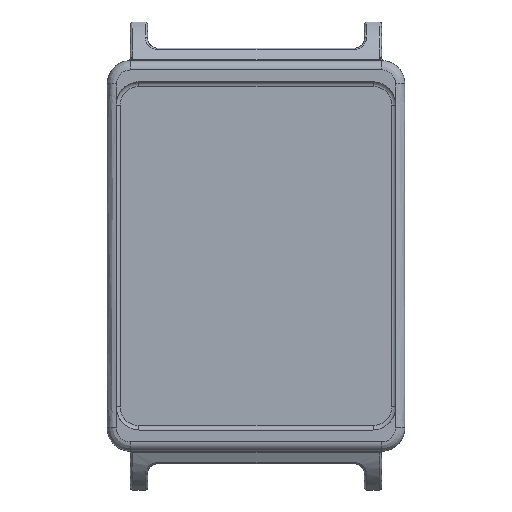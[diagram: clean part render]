
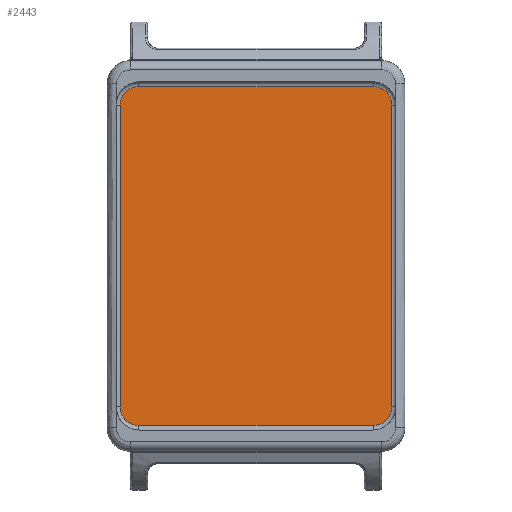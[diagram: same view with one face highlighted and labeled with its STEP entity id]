
A CAD part, top view. The second image highlights one B-rep face of the part: STEP entity #2443.
In plain terms, the highlighted free-form (B-spline) face has degree [1, 1] with [2, 2] control points.
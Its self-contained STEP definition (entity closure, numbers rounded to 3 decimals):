
#2443 = ADVANCED_FACE('',(#2444),#2506,.F.);
#2444 = FACE_BOUND('',#2445,.T.);
#2445 = EDGE_LOOP('',(#2446,#2456,#2463,#2471,#2478,#2486,#2493,#2501));
#2446 = ORIENTED_EDGE('',*,*,#2447,.T.);
#2447 = EDGE_CURVE('',#2448,#2450,#2452,.T.);
#2448 = VERTEX_POINT('',#2449);
#2449 = CARTESIAN_POINT('',(10.511,-15.188,
    -5.776));
#2450 = VERTEX_POINT('',#2451);
#2451 = CARTESIAN_POINT('',(12.177,-13.521,
    -5.776));
#2452 = ( BOUNDED_CURVE() B_SPLINE_CURVE(2,(#2453,#2454,#2455),
.UNSPECIFIED.,.F.,.F.) B_SPLINE_CURVE_WITH_KNOTS((3,3),(1.571,
3.142),.PIECEWISE_BEZIER_KNOTS.) CURVE() 
GEOMETRIC_REPRESENTATION_ITEM() RATIONAL_B_SPLINE_CURVE((1.,
0.707,1.)) REPRESENTATION_ITEM('') );
#2453 = CARTESIAN_POINT('',(10.511,-15.188,
    -5.776));
#2454 = CARTESIAN_POINT('',(12.177,-15.188,
    -5.776));
#2455 = CARTESIAN_POINT('',(12.177,-13.521,
    -5.776));
#2456 = ORIENTED_EDGE('',*,*,#2457,.T.);
#2457 = EDGE_CURVE('',#2450,#2458,#2460,.T.);
#2458 = VERTEX_POINT('',#2459);
#2459 = CARTESIAN_POINT('',(12.177,13.521,
    -5.776));
#2460 = B_SPLINE_CURVE_WITH_KNOTS('',1,(#2461,#2462),.UNSPECIFIED.,.F.,
  .F.,(2,2),(-32.449,0.),.PIECEWISE_BEZIER_KNOTS.);
#2461 = CARTESIAN_POINT('',(12.177,-13.521,
    -5.776));
#2462 = CARTESIAN_POINT('',(12.177,13.521,
    -5.776));
#2463 = ORIENTED_EDGE('',*,*,#2464,.T.);
#2464 = EDGE_CURVE('',#2458,#2465,#2467,.T.);
#2465 = VERTEX_POINT('',#2466);
#2466 = CARTESIAN_POINT('',(10.511,15.188,
    -5.776));
#2467 = ( BOUNDED_CURVE() B_SPLINE_CURVE(2,(#2468,#2469,#2470),
.UNSPECIFIED.,.F.,.F.) B_SPLINE_CURVE_WITH_KNOTS((3,3),(3.142,
4.712),.PIECEWISE_BEZIER_KNOTS.) CURVE() 
GEOMETRIC_REPRESENTATION_ITEM() RATIONAL_B_SPLINE_CURVE((1.,
0.707,1.)) REPRESENTATION_ITEM('') );
#2468 = CARTESIAN_POINT('',(12.177,13.521,
    -5.776));
#2469 = CARTESIAN_POINT('',(12.177,15.188,
    -5.776));
#2470 = CARTESIAN_POINT('',(10.511,15.188,
    -5.776));
#2471 = ORIENTED_EDGE('',*,*,#2472,.T.);
#2472 = EDGE_CURVE('',#2465,#2473,#2475,.T.);
#2473 = VERTEX_POINT('',#2474);
#2474 = CARTESIAN_POINT('',(-10.511,15.188,
    -5.776));
#2475 = B_SPLINE_CURVE_WITH_KNOTS('',1,(#2476,#2477),.UNSPECIFIED.,.F.,
  .F.,(2,2),(-25.223,0.),
  .PIECEWISE_BEZIER_KNOTS.);
#2476 = CARTESIAN_POINT('',(10.511,15.188,
    -5.776));
#2477 = CARTESIAN_POINT('',(-10.511,15.188,
    -5.776));
#2478 = ORIENTED_EDGE('',*,*,#2479,.T.);
#2479 = EDGE_CURVE('',#2473,#2480,#2482,.T.);
#2480 = VERTEX_POINT('',#2481);
#2481 = CARTESIAN_POINT('',(-12.177,13.521,
    -5.776));
#2482 = ( BOUNDED_CURVE() B_SPLINE_CURVE(2,(#2483,#2484,#2485),
.UNSPECIFIED.,.F.,.F.) B_SPLINE_CURVE_WITH_KNOTS((3,3),(4.712,
6.283),.PIECEWISE_BEZIER_KNOTS.) CURVE() 
GEOMETRIC_REPRESENTATION_ITEM() RATIONAL_B_SPLINE_CURVE((1.,
0.707,1.)) REPRESENTATION_ITEM('') );
#2483 = CARTESIAN_POINT('',(-10.511,15.188,
    -5.776));
#2484 = CARTESIAN_POINT('',(-12.177,15.188,
    -5.776));
#2485 = CARTESIAN_POINT('',(-12.177,13.521,
    -5.776));
#2486 = ORIENTED_EDGE('',*,*,#2487,.T.);
#2487 = EDGE_CURVE('',#2480,#2488,#2490,.T.);
#2488 = VERTEX_POINT('',#2489);
#2489 = CARTESIAN_POINT('',(-12.177,-13.521,
    -5.776));
#2490 = B_SPLINE_CURVE_WITH_KNOTS('',1,(#2491,#2492),.UNSPECIFIED.,.F.,
  .F.,(2,2),(-32.449,0.),.PIECEWISE_BEZIER_KNOTS.);
#2491 = CARTESIAN_POINT('',(-12.177,13.521,
    -5.776));
#2492 = CARTESIAN_POINT('',(-12.177,-13.521,
    -5.776));
#2493 = ORIENTED_EDGE('',*,*,#2494,.T.);
#2494 = EDGE_CURVE('',#2488,#2495,#2497,.T.);
#2495 = VERTEX_POINT('',#2496);
#2496 = CARTESIAN_POINT('',(-10.511,-15.188,
    -5.776));
#2497 = ( BOUNDED_CURVE() B_SPLINE_CURVE(2,(#2498,#2499,#2500),
.UNSPECIFIED.,.F.,.F.) B_SPLINE_CURVE_WITH_KNOTS((3,3),(0.,
1.571),.PIECEWISE_BEZIER_KNOTS.) CURVE() 
GEOMETRIC_REPRESENTATION_ITEM() RATIONAL_B_SPLINE_CURVE((1.,
0.707,1.)) REPRESENTATION_ITEM('') );
#2498 = CARTESIAN_POINT('',(-12.177,-13.521,
    -5.776));
#2499 = CARTESIAN_POINT('',(-12.177,-15.188,
    -5.776));
#2500 = CARTESIAN_POINT('',(-10.511,-15.188,
    -5.776));
#2501 = ORIENTED_EDGE('',*,*,#2502,.T.);
#2502 = EDGE_CURVE('',#2495,#2448,#2503,.T.);
#2503 = B_SPLINE_CURVE_WITH_KNOTS('',1,(#2504,#2505),.UNSPECIFIED.,.F.,
  .F.,(2,2),(-25.223,0.),
  .PIECEWISE_BEZIER_KNOTS.);
#2504 = CARTESIAN_POINT('',(-10.511,-15.188,
    -5.776));
#2505 = CARTESIAN_POINT('',(10.511,-15.188,
    -5.776));
#2506 = B_SPLINE_SURFACE_WITH_KNOTS('',1,1,(
    (#2507,#2508)
    ,(#2509,#2510
    )),.UNSPECIFIED.,.F.,.F.,.F.,(2,2),(2,2),(-27.223,2.),(
    -34.449,2.),.PIECEWISE_BEZIER_KNOTS.);
#2507 = CARTESIAN_POINT('',(12.177,-15.188,
    -5.776));
#2508 = CARTESIAN_POINT('',(12.177,15.188,
    -5.776));
#2509 = CARTESIAN_POINT('',(-12.177,-15.188,
    -5.776));
#2510 = CARTESIAN_POINT('',(-12.177,15.188,
    -5.776));
